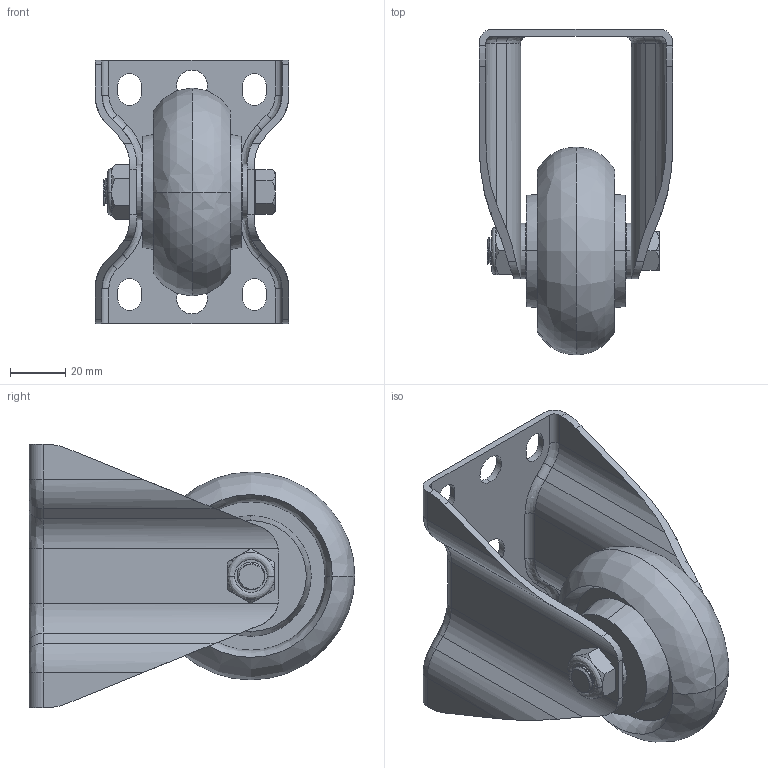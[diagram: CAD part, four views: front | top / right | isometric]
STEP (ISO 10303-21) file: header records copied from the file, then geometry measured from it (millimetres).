
FILE_DESCRIPTION (( 'STEP AP203' ), '1' );
FILE_NAME ('FHJ-301.STEP', '2021-12-19T02:56:57', ( 'PC' ), ( 'Microsoft' ), 'SwSTEP 2.0', 'SolidWorks 2016', '' );
FILE_SCHEMA (( 'CONFIG_CONTROL_DESIGN' ));
Length unit declared in the file: millimetre
Products named in the file (1): FHJ-301
Bounding box: 70 x 117.5 x 95 mm (x, y, z)
Volume: 154398.8 mm3; surface area: 54525.2 mm2
Topology: 1 solids, 1 shells, 190 faces, 472 edges, 296 vertices
Faces by surface type: cylinder 81, plane 63, bspline 28, cone 18
Entity records: 7033 total; most frequent: CARTESIAN_POINT 2532, ORIENTED_EDGE 944, DIRECTION 910, EDGE_CURVE 472, AXIS2_PLACEMENT_3D 350, VERTEX_POINT 296, EDGE_LOOP 218, VECTOR 210
